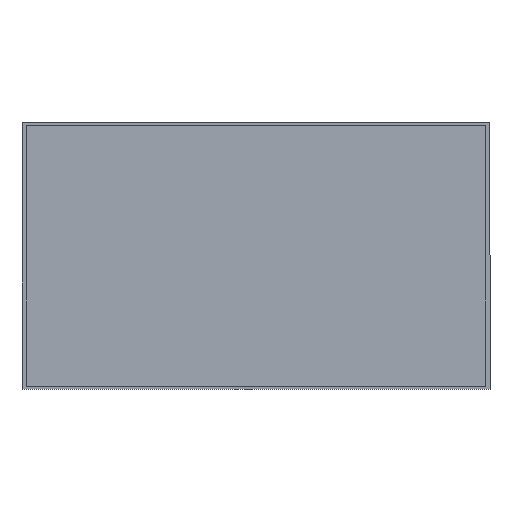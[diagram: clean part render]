
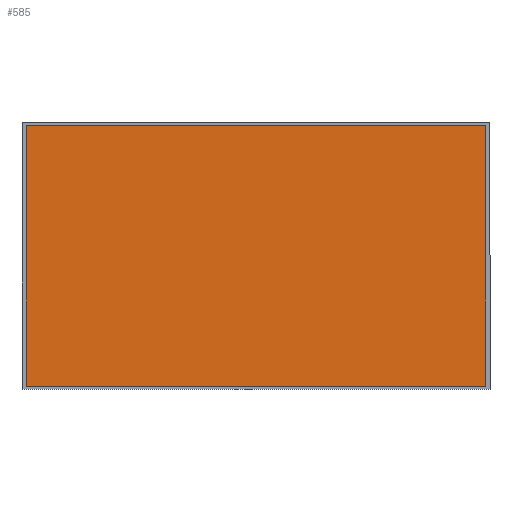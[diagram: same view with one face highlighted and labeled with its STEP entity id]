
A CAD part, top view. The second image highlights one B-rep face of the part: STEP entity #585.
In plain terms, the highlighted planar face has unit normal (0, 0, 1).
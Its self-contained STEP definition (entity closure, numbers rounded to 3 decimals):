
#26 = DIRECTION ( 'NONE',  ( 0., 1., 0. ) ) ;
#42 = ORIENTED_EDGE ( 'NONE', *, *, #731, .T. ) ;
#80 = CARTESIAN_POINT ( 'NONE',  ( -19.4, -11., 8.203 ) ) ;
#126 = PLANE ( 'NONE',  #230 ) ;
#128 = VECTOR ( 'NONE', #583, 1000. ) ;
#130 = DIRECTION ( 'NONE',  ( 1., 0., 0. ) ) ;
#194 = VERTEX_POINT ( 'NONE', #460 ) ;
#230 = AXIS2_PLACEMENT_3D ( 'NONE', #866, #403, #130 ) ;
#271 = CARTESIAN_POINT ( 'NONE',  ( -19.4, 11., 8.203 ) ) ;
#273 = CARTESIAN_POINT ( 'NONE',  ( -19.4, -11., 8.203 ) ) ;
#286 = ORIENTED_EDGE ( 'NONE', *, *, #383, .T. ) ;
#383 = EDGE_CURVE ( 'NONE', #586, #473, #616, .T. ) ;
#388 = CARTESIAN_POINT ( 'NONE',  ( -19.4, 11., 8.203 ) ) ;
#403 = DIRECTION ( 'NONE',  ( 0., 0., 1. ) ) ;
#431 = ORIENTED_EDGE ( 'NONE', *, *, #755, .T. ) ;
#448 = VECTOR ( 'NONE', #26, 1000. ) ;
#460 = CARTESIAN_POINT ( 'NONE',  ( 19.4, -11., 8.203 ) ) ;
#473 = VERTEX_POINT ( 'NONE', #271 ) ;
#483 = EDGE_CURVE ( 'NONE', #194, #586, #848, .T. ) ;
#485 = ORIENTED_EDGE ( 'NONE', *, *, #483, .T. ) ;
#499 = DIRECTION ( 'NONE',  ( -1., 0., 0. ) ) ;
#563 = LINE ( 'NONE', #388, #128 ) ;
#565 = VERTEX_POINT ( 'NONE', #273 ) ;
#583 = DIRECTION ( 'NONE',  ( 0., -1., 0. ) ) ;
#585 = ADVANCED_FACE ( 'NONE', ( #789 ), #126, .T. ) ;
#586 = VERTEX_POINT ( 'NONE', #928 ) ;
#616 = LINE ( 'NONE', #730, #678 ) ;
#678 = VECTOR ( 'NONE', #499, 1000. ) ;
#730 = CARTESIAN_POINT ( 'NONE',  ( -19.4, 11., 8.203 ) ) ;
#731 = EDGE_CURVE ( 'NONE', #473, #565, #563, .T. ) ;
#743 = CARTESIAN_POINT ( 'NONE',  ( 19.4, 11., 8.203 ) ) ;
#755 = EDGE_CURVE ( 'NONE', #565, #194, #865, .T. ) ;
#789 = FACE_OUTER_BOUND ( 'NONE', #792, .T. ) ;
#792 = EDGE_LOOP ( 'NONE', ( #485, #286, #42, #431 ) ) ;
#808 = DIRECTION ( 'NONE',  ( 1., 0., 0. ) ) ;
#848 = LINE ( 'NONE', #743, #448 ) ;
#865 = LINE ( 'NONE', #80, #888 ) ;
#866 = CARTESIAN_POINT ( 'NONE',  ( 0., 0., 8.203 ) ) ;
#888 = VECTOR ( 'NONE', #808, 1000. ) ;
#928 = CARTESIAN_POINT ( 'NONE',  ( 19.4, 11., 8.203 ) ) ;
